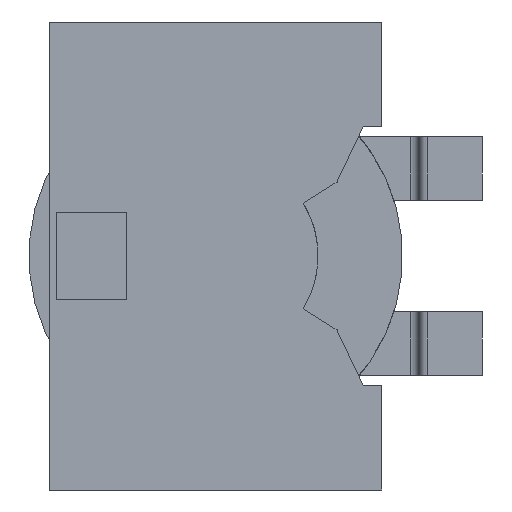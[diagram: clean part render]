
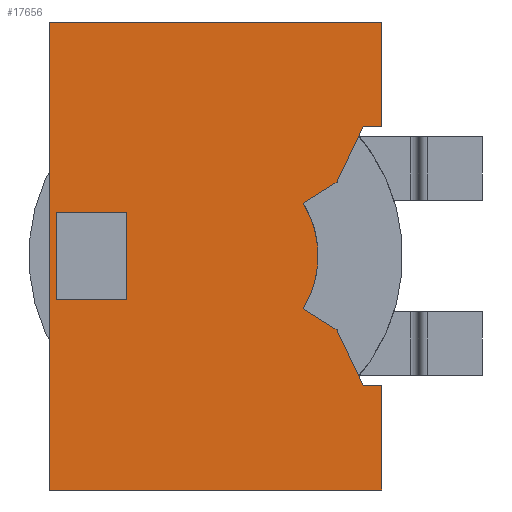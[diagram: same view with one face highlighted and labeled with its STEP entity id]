
A CAD part, front view. The second image highlights one B-rep face of the part: STEP entity #17656.
In plain terms, the highlighted planar face has unit normal (0, -1, 0).
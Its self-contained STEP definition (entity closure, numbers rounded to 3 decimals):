
#74 = VECTOR ( 'NONE', #16985, 1000. ) ;
#80 = EDGE_CURVE ( 'NONE', #5940, #6242, #9134, .T. ) ;
#221 = DIRECTION ( 'NONE',  ( -0.847, 0., 0.531 ) ) ;
#549 = DIRECTION ( 'NONE',  ( 0., 0., -1. ) ) ;
#566 = VERTEX_POINT ( 'NONE', #18984 ) ;
#592 = CARTESIAN_POINT ( 'NONE',  ( 8.801, -1., -7.749 ) ) ;
#657 = VERTEX_POINT ( 'NONE', #21126 ) ;
#730 = CARTESIAN_POINT ( 'NONE',  ( 9.901, -1., 13.951 ) ) ;
#781 = EDGE_CURVE ( 'NONE', #1412, #5940, #20451, .T. ) ;
#1013 = EDGE_CURVE ( 'NONE', #14789, #20998, #14537, .T. ) ;
#1102 = CARTESIAN_POINT ( 'NONE',  ( -9.901, -1., 0. ) ) ;
#1290 = CARTESIAN_POINT ( 'NONE',  ( 0., -1., 0. ) ) ;
#1412 = VERTEX_POINT ( 'NONE', #7756 ) ;
#1448 = VECTOR ( 'NONE', #17155, 1000. ) ;
#1614 = EDGE_CURVE ( 'NONE', #7147, #17616, #10043, .T. ) ;
#1733 = ORIENTED_EDGE ( 'NONE', *, *, #18320, .T. ) ;
#1906 = CARTESIAN_POINT ( 'NONE',  ( 0., -1., 0. ) ) ;
#2105 = CARTESIAN_POINT ( 'NONE',  ( -9.5, -1., -2.605 ) ) ;
#2145 = DIRECTION ( 'NONE',  ( 0., 0., 1. ) ) ;
#2328 = VECTOR ( 'NONE', #18576, 1000. ) ;
#2558 = VECTOR ( 'NONE', #11945, 1000. ) ;
#2946 = DIRECTION ( 'NONE',  ( 0., 0., 1. ) ) ;
#3070 = ORIENTED_EDGE ( 'NONE', *, *, #13167, .T. ) ;
#3083 = LINE ( 'NONE', #1102, #20012 ) ;
#3180 = LINE ( 'NONE', #21247, #7012 ) ;
#3267 = LINE ( 'NONE', #6152, #15844 ) ;
#3560 = DIRECTION ( 'NONE',  ( 0., 0., -1. ) ) ;
#3815 = CARTESIAN_POINT ( 'NONE',  ( -9.5, -1., 0. ) ) ;
#4214 = CARTESIAN_POINT ( 'NONE',  ( -9.5, -1., 2.605 ) ) ;
#4323 = AXIS2_PLACEMENT_3D ( 'NONE', #1906, #13367, #3560 ) ;
#4365 = VERTEX_POINT ( 'NONE', #10259 ) ;
#4445 = LINE ( 'NONE', #15330, #74 ) ;
#4796 = EDGE_CURVE ( 'NONE', #6242, #9429, #3083, .T. ) ;
#4926 = DIRECTION ( 'NONE',  ( 1., 0., 0. ) ) ;
#5147 = PLANE ( 'NONE',  #4323 ) ;
#5387 = CIRCLE ( 'NONE', #16798, 6.101 ) ;
#5675 = FACE_BOUND ( 'NONE', #6545, .T. ) ;
#5858 = EDGE_LOOP ( 'NONE', ( #8088, #10285, #20144, #20890, #9713, #15547, #19311, #15094, #3070, #18368, #12771, #6263 ) ) ;
#5904 = LINE ( 'NONE', #7615, #9749 ) ;
#5940 = VERTEX_POINT ( 'NONE', #730 ) ;
#6152 = CARTESIAN_POINT ( 'NONE',  ( 9.901, -1., 0. ) ) ;
#6242 = VERTEX_POINT ( 'NONE', #6751 ) ;
#6263 = ORIENTED_EDGE ( 'NONE', *, *, #1614, .T. ) ;
#6530 = EDGE_CURVE ( 'NONE', #9429, #17069, #17132, .T. ) ;
#6545 = EDGE_LOOP ( 'NONE', ( #7351, #1733, #16252, #16314 ) ) ;
#6678 = EDGE_CURVE ( 'NONE', #657, #7147, #12519, .T. ) ;
#6751 = CARTESIAN_POINT ( 'NONE',  ( -9.901, -1., 13.951 ) ) ;
#6767 = EDGE_CURVE ( 'NONE', #17069, #4365, #3267, .T. ) ;
#6890 = CARTESIAN_POINT ( 'NONE',  ( 0., -1., 13.951 ) ) ;
#6912 = LINE ( 'NONE', #10295, #2558 ) ;
#6923 = LINE ( 'NONE', #12108, #12312 ) ;
#7012 = VECTOR ( 'NONE', #9801, 1000. ) ;
#7147 = VERTEX_POINT ( 'NONE', #11400 ) ;
#7351 = ORIENTED_EDGE ( 'NONE', *, *, #19604, .T. ) ;
#7615 = CARTESIAN_POINT ( 'NONE',  ( 0., -1., 7.749 ) ) ;
#7749 = LINE ( 'NONE', #3815, #2328 ) ;
#7756 = CARTESIAN_POINT ( 'NONE',  ( 9.901, -1., 7.749 ) ) ;
#7886 = VECTOR ( 'NONE', #2145, 1000. ) ;
#7977 = CARTESIAN_POINT ( 'NONE',  ( 7.232, -1., 4.411 ) ) ;
#8088 = ORIENTED_EDGE ( 'NONE', *, *, #13409, .T. ) ;
#9134 = LINE ( 'NONE', #6890, #12472 ) ;
#9429 = VERTEX_POINT ( 'NONE', #15925 ) ;
#9713 = ORIENTED_EDGE ( 'NONE', *, *, #6530, .T. ) ;
#9749 = VECTOR ( 'NONE', #20766, 1000. ) ;
#9800 = CARTESIAN_POINT ( 'NONE',  ( 8.801, -1., 7.749 ) ) ;
#9801 = DIRECTION ( 'NONE',  ( 1., 0., 0. ) ) ;
#10043 = LINE ( 'NONE', #7977, #10551 ) ;
#10259 = CARTESIAN_POINT ( 'NONE',  ( 9.901, -1., -7.749 ) ) ;
#10285 = ORIENTED_EDGE ( 'NONE', *, *, #781, .T. ) ;
#10295 = CARTESIAN_POINT ( 'NONE',  ( 0., -1., -7.749 ) ) ;
#10551 = VECTOR ( 'NONE', #16492, 1000. ) ;
#10708 = CARTESIAN_POINT ( 'NONE',  ( 5.223, -1., 3.153 ) ) ;
#10926 = DIRECTION ( 'NONE',  ( 0., 0., -1. ) ) ;
#11400 = CARTESIAN_POINT ( 'NONE',  ( 7.232, -1., 4.411 ) ) ;
#11945 = DIRECTION ( 'NONE',  ( -1., 0., 0. ) ) ;
#11949 = CARTESIAN_POINT ( 'NONE',  ( 9.901, -1., 0. ) ) ;
#12108 = CARTESIAN_POINT ( 'NONE',  ( -5.3, -1., 0. ) ) ;
#12116 = CARTESIAN_POINT ( 'NONE',  ( 5.223, -1., -3.153 ) ) ;
#12312 = VECTOR ( 'NONE', #549, 1000. ) ;
#12472 = VECTOR ( 'NONE', #20023, 1000. ) ;
#12519 = LINE ( 'NONE', #10708, #16373 ) ;
#12596 = VECTOR ( 'NONE', #221, 1000. ) ;
#12765 = DIRECTION ( 'NONE',  ( 0., -1., 0. ) ) ;
#12771 = ORIENTED_EDGE ( 'NONE', *, *, #6678, .T. ) ;
#13091 = CARTESIAN_POINT ( 'NONE',  ( 0., -1., -13.951 ) ) ;
#13121 = CARTESIAN_POINT ( 'NONE',  ( -5.3, -1., -2.605 ) ) ;
#13167 = EDGE_CURVE ( 'NONE', #20998, #13287, #16962, .T. ) ;
#13287 = VERTEX_POINT ( 'NONE', #12116 ) ;
#13367 = DIRECTION ( 'NONE',  ( 0., -1., 0. ) ) ;
#13372 = CARTESIAN_POINT ( 'NONE',  ( 7.232, -1., -4.411 ) ) ;
#13409 = EDGE_CURVE ( 'NONE', #17616, #1412, #5904, .T. ) ;
#13469 = EDGE_CURVE ( 'NONE', #13287, #657, #5387, .T. ) ;
#13784 = EDGE_CURVE ( 'NONE', #4365, #14789, #6912, .T. ) ;
#13995 = DIRECTION ( 'NONE',  ( 0.847, 0., 0.531 ) ) ;
#14377 = VERTEX_POINT ( 'NONE', #4214 ) ;
#14537 = LINE ( 'NONE', #15504, #1448 ) ;
#14714 = CARTESIAN_POINT ( 'NONE',  ( 9.901, -1., -13.951 ) ) ;
#14789 = VERTEX_POINT ( 'NONE', #592 ) ;
#15094 = ORIENTED_EDGE ( 'NONE', *, *, #1013, .T. ) ;
#15330 = CARTESIAN_POINT ( 'NONE',  ( 0., -1., -2.605 ) ) ;
#15332 = VERTEX_POINT ( 'NONE', #2105 ) ;
#15439 = FACE_OUTER_BOUND ( 'NONE', #5858, .T. ) ;
#15504 = CARTESIAN_POINT ( 'NONE',  ( 8.801, -1., -7.749 ) ) ;
#15547 = ORIENTED_EDGE ( 'NONE', *, *, #6767, .T. ) ;
#15590 = VERTEX_POINT ( 'NONE', #13121 ) ;
#15844 = VECTOR ( 'NONE', #15969, 1000. ) ;
#15925 = CARTESIAN_POINT ( 'NONE',  ( -9.901, -1., -13.951 ) ) ;
#15969 = DIRECTION ( 'NONE',  ( 0., 0., 1. ) ) ;
#16252 = ORIENTED_EDGE ( 'NONE', *, *, #16704, .T. ) ;
#16314 = ORIENTED_EDGE ( 'NONE', *, *, #19156, .T. ) ;
#16373 = VECTOR ( 'NONE', #13995, 1000. ) ;
#16492 = DIRECTION ( 'NONE',  ( 0.425, 0., 0.905 ) ) ;
#16586 = CARTESIAN_POINT ( 'NONE',  ( 7.232, -1., -4.411 ) ) ;
#16630 = VECTOR ( 'NONE', #4926, 1000. ) ;
#16704 = EDGE_CURVE ( 'NONE', #14377, #566, #3180, .T. ) ;
#16798 = AXIS2_PLACEMENT_3D ( 'NONE', #1290, #12765, #2946 ) ;
#16962 = LINE ( 'NONE', #16586, #12596 ) ;
#16985 = DIRECTION ( 'NONE',  ( -1., 0., 0. ) ) ;
#17069 = VERTEX_POINT ( 'NONE', #14714 ) ;
#17132 = LINE ( 'NONE', #13091, #16630 ) ;
#17155 = DIRECTION ( 'NONE',  ( -0.425, 0., 0.905 ) ) ;
#17616 = VERTEX_POINT ( 'NONE', #9800 ) ;
#17656 = ADVANCED_FACE ( 'NONE', ( #5675, #15439 ), #5147, .T. ) ;
#18320 = EDGE_CURVE ( 'NONE', #15332, #14377, #7749, .T. ) ;
#18368 = ORIENTED_EDGE ( 'NONE', *, *, #13469, .T. ) ;
#18576 = DIRECTION ( 'NONE',  ( 0., 0., 1. ) ) ;
#18984 = CARTESIAN_POINT ( 'NONE',  ( -5.3, -1., 2.605 ) ) ;
#19156 = EDGE_CURVE ( 'NONE', #566, #15590, #6923, .T. ) ;
#19311 = ORIENTED_EDGE ( 'NONE', *, *, #13784, .T. ) ;
#19604 = EDGE_CURVE ( 'NONE', #15590, #15332, #4445, .T. ) ;
#20012 = VECTOR ( 'NONE', #10926, 1000. ) ;
#20023 = DIRECTION ( 'NONE',  ( -1., 0., 0. ) ) ;
#20144 = ORIENTED_EDGE ( 'NONE', *, *, #80, .T. ) ;
#20451 = LINE ( 'NONE', #11949, #7886 ) ;
#20766 = DIRECTION ( 'NONE',  ( 1., 0., 0. ) ) ;
#20890 = ORIENTED_EDGE ( 'NONE', *, *, #4796, .T. ) ;
#20998 = VERTEX_POINT ( 'NONE', #13372 ) ;
#21126 = CARTESIAN_POINT ( 'NONE',  ( 5.223, -1., 3.153 ) ) ;
#21247 = CARTESIAN_POINT ( 'NONE',  ( 0., -1., 2.605 ) ) ;
